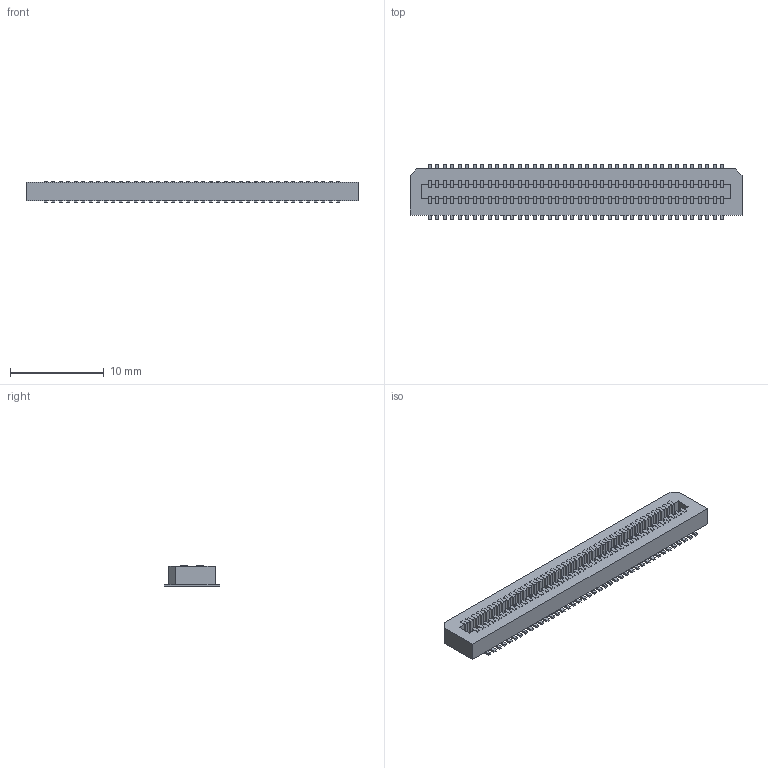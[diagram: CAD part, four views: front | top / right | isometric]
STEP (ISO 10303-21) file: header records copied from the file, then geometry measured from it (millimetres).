
FILE_DESCRIPTION(('FreeCAD Model'),'2;1');
FILE_NAME('Open CASCADE Shape Model','2025-01-21T16:20:28',(''),(''), 'Open CASCADE STEP processor 7.8','FreeCAD','Unknown');
FILE_SCHEMA(('AUTOMOTIVE_DESIGN { 1 0 10303 214 1 1 1 1 }'));
Length unit declared in the file: millimetre
Products named in the file (3): _M_P08_080_SL_A_G; difference; Group
Assembly tree (2 placements, depth 2):
  _M_P08_080_SL_A_G
    difference
    Group
Bounding box: 35.4 x 5.88 x 2.3 mm (x, y, z)
Volume: 314.6 mm3; surface area: 1272.7 mm2
Topology: 41 solids, 41 shells, 573 faces, 1470 edges, 980 vertices
Faces by surface type: plane 573
Entity records: 17344 total; most frequent: CARTESIAN_POINT 3026, ORIENTED_EDGE 2940, DIRECTION 2622, EDGE_CURVE 1470, LINE 1470, VECTOR 1470, VERTEX_POINT 980, AXIS2_PLACEMENT_3D 576
